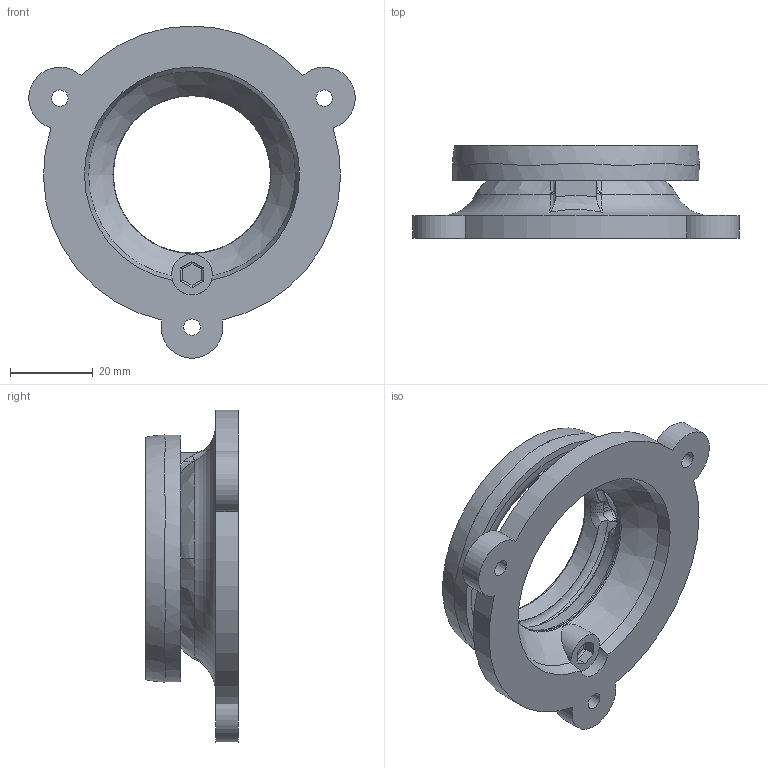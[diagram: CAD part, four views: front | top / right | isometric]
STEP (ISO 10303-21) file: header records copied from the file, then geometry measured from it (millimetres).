
FILE_DESCRIPTION(/* description */ (''),/* implementation_level */ '2;1');
FILE_NAME(/* name */ 'Minisensor Holder B v7.step',/* time_stamp */ '2019-02-20T16:21:00+01:00',/* author */ ('magnustVQWMH'),/* organization */ (''),/* preprocessor_version */ 'ST-DEVELOPER v17.2',/* originating_system */ 'Autodesk Translation Framework v7.6.0.251',/* authorisation */ '');
FILE_SCHEMA (('AUTOMOTIVE_DESIGN { 1 0 10303 214 3 1 1 }'));
Length unit declared in the file: millimetre
Products named in the file (1): Minisensor Holder B
Bounding box: 79.04 x 22.5 x 80.47 mm (x, y, z)
Volume: 30892.7 mm3; surface area: 15978.8 mm2
Topology: 2 solids, 2 shells, 137 faces, 375 edges, 244 vertices
Faces by surface type: plane 54, bspline 41, cylinder 35, torus 5, cone 2
Full cylindrical faces by diameter (mm): 3 x2, 4 x3, 38.16 x1
Entity records: 7644 total; most frequent: CARTESIAN_POINT 4496, ORIENTED_EDGE 750, DIRECTION 497, EDGE_CURVE 375, VERTEX_POINT 244, AXIS2_PLACEMENT_3D 191, B_SPLINE_CURVE_WITH_KNOTS 166, EDGE_LOOP 149
